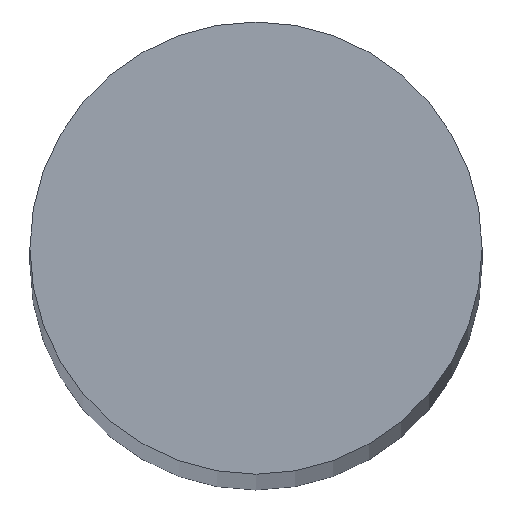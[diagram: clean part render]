
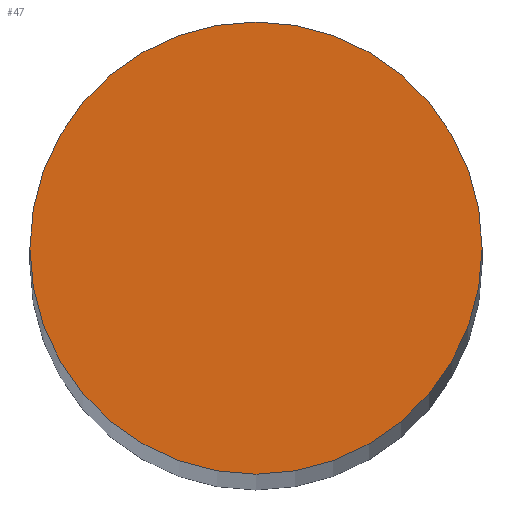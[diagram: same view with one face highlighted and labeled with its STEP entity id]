
A CAD part, top view. The second image highlights one B-rep face of the part: STEP entity #47.
In plain terms, the highlighted planar face has unit normal (0, 0, 1).
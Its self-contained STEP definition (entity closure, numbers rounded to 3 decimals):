
#10 = EDGE_CURVE ( 'NONE', #62, #62, #31, .T. ) ;
#12 = AXIS2_PLACEMENT_3D ( 'NONE', #69, #64, #63 ) ;
#17 = AXIS2_PLACEMENT_3D ( 'NONE', #56, #53, #52 ) ;
#22 = FACE_OUTER_BOUND ( 'NONE', #43, .T. ) ;
#31 = CIRCLE ( 'NONE', #12, 25. ) ;
#37 = ORIENTED_EDGE ( 'NONE', *, *, #10, .T. ) ;
#43 = EDGE_LOOP ( 'NONE', ( #37 ) ) ;
#47 = ADVANCED_FACE ( 'NONE', ( #22 ), #55, .F. ) ;
#52 = DIRECTION ( 'NONE',  ( -1., 0., 0. ) ) ;
#53 = DIRECTION ( 'NONE',  ( 0., 0., -1. ) ) ;
#55 = PLANE ( 'NONE',  #17 ) ;
#56 = CARTESIAN_POINT ( 'NONE',  ( 0., 25., 0. ) ) ;
#62 = VERTEX_POINT ( 'NONE', #76 ) ;
#63 = DIRECTION ( 'NONE',  ( 1., 0., 0. ) ) ;
#64 = DIRECTION ( 'NONE',  ( 0., 0., 1. ) ) ;
#69 = CARTESIAN_POINT ( 'NONE',  ( 0., 0., 0. ) ) ;
#76 = CARTESIAN_POINT ( 'NONE',  ( 25., 0., 0. ) ) ;
